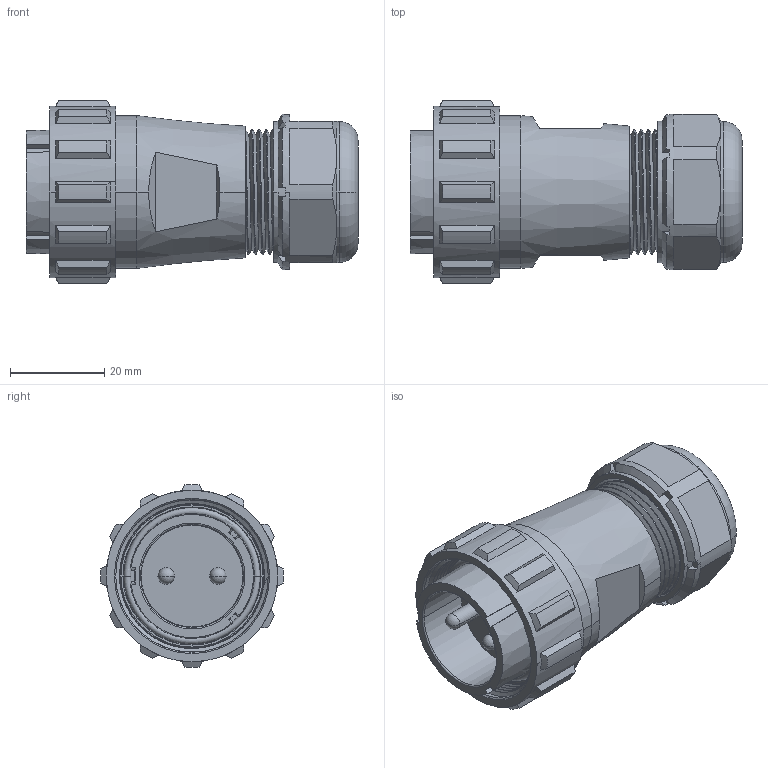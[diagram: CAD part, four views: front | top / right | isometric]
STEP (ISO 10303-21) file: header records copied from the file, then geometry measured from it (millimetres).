
FILE_DESCRIPTION((''),'2;1');
FILE_NAME('SP2910-P2','2020-01-09T',('Administrator'),(''),'CREO PARAMETRIC BY PTC INC, 2016130','CREO PARAMETRIC BY PTC INC, 2016130','');
FILE_SCHEMA(('CONFIG_CONTROL_DESIGN'));
Length unit declared in the file: millimetre
Products named in the file (1): SP2910-P2
Bounding box: 70.6 x 38.9 x 38.89 mm (x, y, z)
Volume: 47339.6 mm3; surface area: 15070.5 mm2
Topology: 1 solids, 1 shells, 239 faces, 656 edges, 440 vertices
Faces by surface type: plane 86, cylinder 73, cone 54, bspline 14, torus 8, sphere 4
Entity records: 13760 total; most frequent: CARTESIAN_POINT 7843, ORIENTED_EDGE 1304, DIRECTION 1145, EDGE_CURVE 652, AXIS2_PLACEMENT_3D 473, VERTEX_POINT 440, EDGE_LOOP 264, CIRCLE 248
